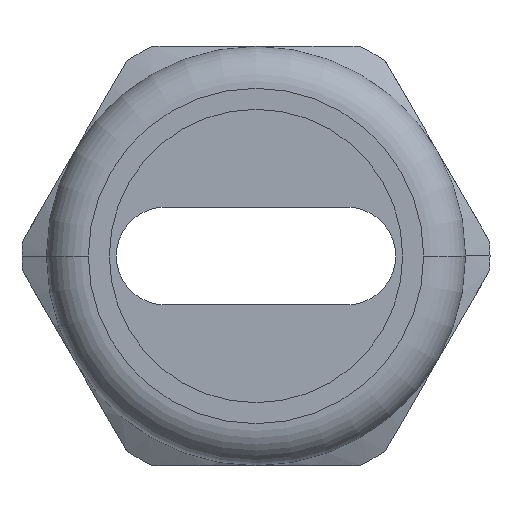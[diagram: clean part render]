
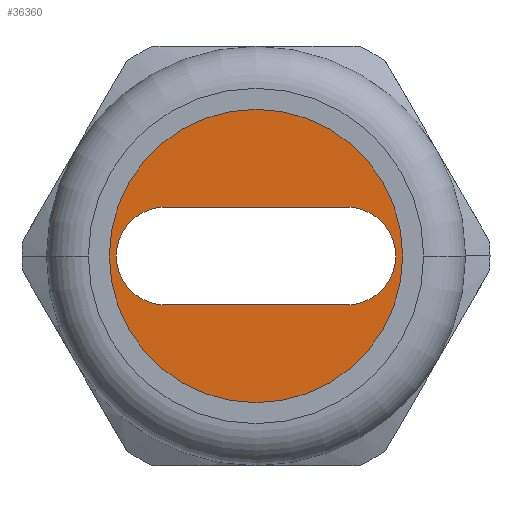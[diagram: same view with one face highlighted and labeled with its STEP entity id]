
A CAD part, front view. The second image highlights one B-rep face of the part: STEP entity #36360.
In plain terms, the highlighted face is planar.
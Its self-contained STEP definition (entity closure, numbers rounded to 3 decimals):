
#33730=CARTESIAN_POINT('',(10.5,0.,12.));
#33740=VERTEX_POINT('',#33730);
#33820=CARTESIAN_POINT('',(-10.5,0.,12.));
#33830=VERTEX_POINT('',#33820);
#33860=CARTESIAN_POINT('',(0.,0.,12.));
#33870=DIRECTION('',(0.,0.,1.));
#33880=DIRECTION('',(1.,0.,0.));
#33890=AXIS2_PLACEMENT_3D('',#33860,#33870,#33880);
#33900=CIRCLE('',#33890,10.5);
#33910=EDGE_CURVE('',#33830,#33740,#33900,.T.);
#35900=CARTESIAN_POINT('',(-0.195,-11.166,12.));
#35910=DIRECTION('',(0.,0.,-1.));
#35920=DIRECTION('',(1.,0.,0.));
#35930=AXIS2_PLACEMENT_3D('',#35900,#35910,#35920);
#35940=PLANE('',#35930);
#35950=EDGE_CURVE('',#33740,#33830,#33900,.T.);
#35960=ORIENTED_EDGE('',*,*,#35950,.T.);
#35970=ORIENTED_EDGE('',*,*,#33910,.T.);
#35980=EDGE_LOOP('',(#35970,#35960));
#35990=FACE_OUTER_BOUND('',#35980,.T.);
#36000=CARTESIAN_POINT('',(-10.878,3.5,12.));
#36010=DIRECTION('',(1.,0.,0.));
#36020=VECTOR('',#36010,1.);
#36030=LINE('',#36000,#36020);
#36040=CARTESIAN_POINT('',(-6.5,3.5,12.));
#36050=VERTEX_POINT('',#36040);
#36060=CARTESIAN_POINT('',(6.5,3.5,12.));
#36070=VERTEX_POINT('',#36060);
#36080=EDGE_CURVE('',#36050,#36070,#36030,.T.);
#36090=ORIENTED_EDGE('',*,*,#36080,.T.);
#36100=CARTESIAN_POINT('',(-6.5,0.,12.));
#36110=DIRECTION('',(0.,0.,-1.));
#36120=DIRECTION('',(1.,0.,0.));
#36130=AXIS2_PLACEMENT_3D('',#36100,#36110,#36120);
#36140=CIRCLE('',#36130,3.5);
#36150=CARTESIAN_POINT('',(-6.5,-3.5,12.));
#36160=VERTEX_POINT('',#36150);
#36170=EDGE_CURVE('',#36160,#36050,#36140,.T.);
#36180=ORIENTED_EDGE('',*,*,#36170,.T.);
#36190=CARTESIAN_POINT('',(-10.878,-3.5,12.));
#36200=DIRECTION('',(-1.,0.,0.));
#36210=VECTOR('',#36200,1.);
#36220=LINE('',#36190,#36210);
#36230=CARTESIAN_POINT('',(6.5,-3.5,12.));
#36240=VERTEX_POINT('',#36230);
#36250=EDGE_CURVE('',#36240,#36160,#36220,.T.);
#36260=ORIENTED_EDGE('',*,*,#36250,.T.);
#36270=CARTESIAN_POINT('',(6.5,0.,12.));
#36280=DIRECTION('',(0.,0.,-1.));
#36290=DIRECTION('',(1.,0.,0.));
#36300=AXIS2_PLACEMENT_3D('',#36270,#36280,#36290);
#36310=CIRCLE('',#36300,3.5);
#36320=EDGE_CURVE('',#36070,#36240,#36310,.T.);
#36330=ORIENTED_EDGE('',*,*,#36320,.T.);
#36340=EDGE_LOOP('',(#36330,#36260,#36180,#36090));
#36350=FACE_BOUND('',#36340,.T.);
#36360=ADVANCED_FACE('',(#35990,#36350),#35940,.F.);
